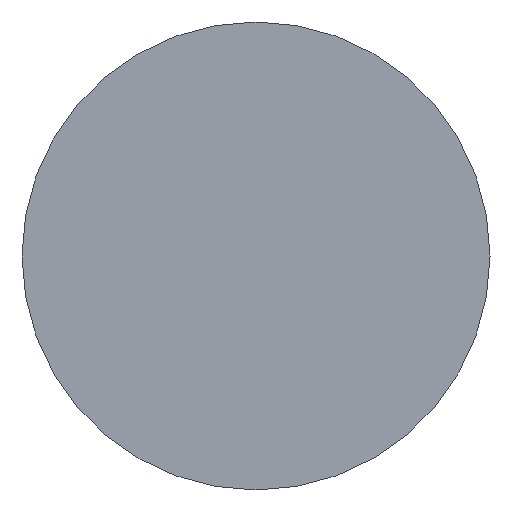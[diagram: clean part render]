
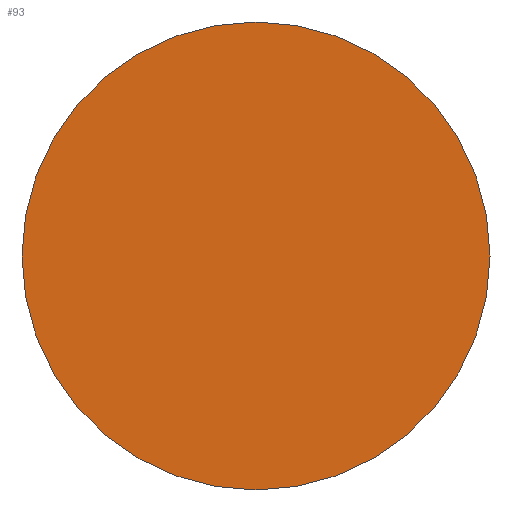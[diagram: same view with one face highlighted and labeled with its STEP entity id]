
A CAD part, front view. The second image highlights one B-rep face of the part: STEP entity #93.
In plain terms, the highlighted planar face has unit normal (0, -1, 0).
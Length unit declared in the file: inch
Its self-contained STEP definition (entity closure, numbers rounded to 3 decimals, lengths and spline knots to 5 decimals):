
#25 = CARTESIAN_POINT ( 'NONE',  ( 0., 0., 0.25 ) ) ;
#58 = FACE_OUTER_BOUND ( 'NONE', #330, .T. ) ;
#86 = DIRECTION ( 'NONE',  ( 0., -1., 0. ) ) ;
#93 = ADVANCED_FACE ( 'NONE', ( #58 ), #371, .T. ) ;
#102 = ORIENTED_EDGE ( 'NONE', *, *, #198, .T. ) ;
#116 = DIRECTION ( 'NONE',  ( 0., 0., -1. ) ) ;
#198 = EDGE_CURVE ( 'NONE', #309, #273, #415, .T. ) ;
#256 = CARTESIAN_POINT ( 'NONE',  ( 0., 0., 0. ) ) ;
#273 = VERTEX_POINT ( 'NONE', #25 ) ;
#304 = CARTESIAN_POINT ( 'NONE',  ( 0., 0., -0.25 ) ) ;
#309 = VERTEX_POINT ( 'NONE', #304 ) ;
#312 = DIRECTION ( 'NONE',  ( 0., 0., -1. ) ) ;
#327 = ORIENTED_EDGE ( 'NONE', *, *, #408, .T. ) ;
#330 = EDGE_LOOP ( 'NONE', ( #102, #327 ) ) ;
#348 = CARTESIAN_POINT ( 'NONE',  ( 0., 0., 0. ) ) ;
#349 = AXIS2_PLACEMENT_3D ( 'NONE', #348, #459, #312 ) ;
#371 = PLANE ( 'NONE',  #349 ) ;
#384 = AXIS2_PLACEMENT_3D ( 'NONE', #437, #431, #116 ) ;
#408 = EDGE_CURVE ( 'NONE', #273, #309, #414, .T. ) ;
#414 = CIRCLE ( 'NONE', #457, 0.25 ) ;
#415 = CIRCLE ( 'NONE', #384, 0.25 ) ;
#431 = DIRECTION ( 'NONE',  ( 0., -1., 0. ) ) ;
#437 = CARTESIAN_POINT ( 'NONE',  ( 0., 0., 0. ) ) ;
#449 = DIRECTION ( 'NONE',  ( 0., 0., -1. ) ) ;
#457 = AXIS2_PLACEMENT_3D ( 'NONE', #256, #86, #449 ) ;
#459 = DIRECTION ( 'NONE',  ( 0., -1., 0. ) ) ;
